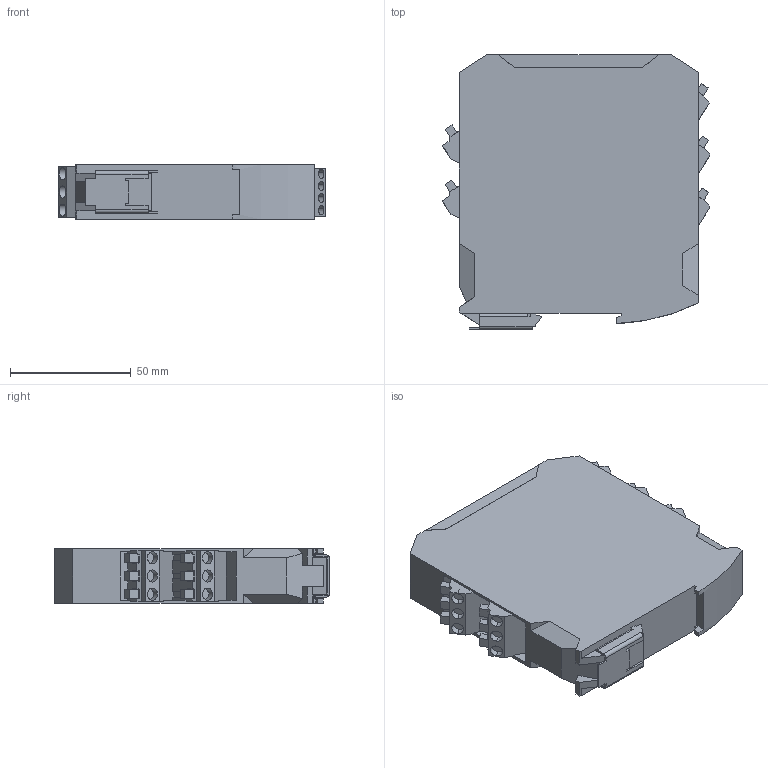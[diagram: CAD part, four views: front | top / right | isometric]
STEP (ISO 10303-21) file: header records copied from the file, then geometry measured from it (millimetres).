
FILE_DESCRIPTION(('SolidDesigner STEP Export'),'2;1');
FILE_NAME('2903922_ELR_H3_I_PT_24DC_500AC_2-select.stp','2015-03-12T 9:56:12',(''),(''),'Creo Elements/Direct Modeling STEP processor for AP214 (Solid Model)','Creo Elements/Direct Modeling 18.1 06-May-2012 (C) Parametric Technology GmbH','');
FILE_SCHEMA(('AUTOMOTIVE_DESIGN { 1 0 10303 214 1 1 1 1 }'));
Length unit declared in the file: millimetre
Products named in the file (2): 2903922_ELR_H3_I_PT_24DC_500AC_2-select
Assembly tree (1 placements, depth 2):
  2903922_ELR_H3_I_PT_24DC_500AC_2-select
    2903922_ELR_H3_I_PT_24DC_500AC_2-select
Bounding box: 110.8 x 113.6 x 22.6 mm (x, y, z)
Volume: 240394.1 mm3; surface area: 35957.2 mm2
Topology: 1 solids, 1 shells, 427 faces, 1172 edges, 766 vertices
Faces by surface type: plane 380, cylinder 47
Entity records: 14219 total; most frequent: ORIENTED_EDGE 2344, CARTESIAN_POINT 2233, DIRECTION 1920, EDGE_CURVE 1172, VECTOR 1014, LINE 1014, VERTEX_POINT 766, AXIS2_PLACEMENT_3D 453
